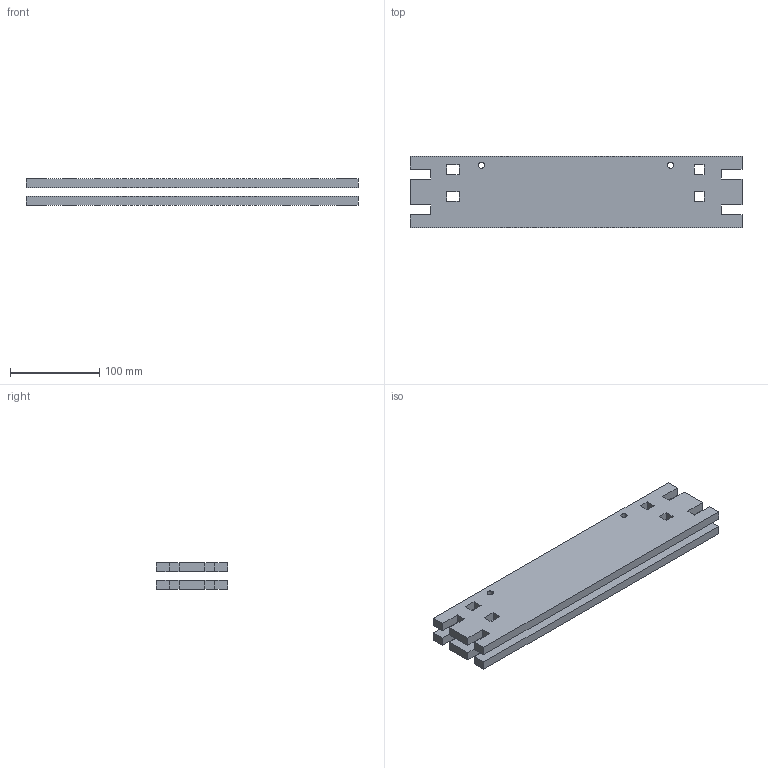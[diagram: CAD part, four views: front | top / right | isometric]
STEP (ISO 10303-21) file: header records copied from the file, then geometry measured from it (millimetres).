
FILE_DESCRIPTION(('STEP AP214'),'1');
FILE_NAME('cctmp_096B73E6-0616-43B3-A96E-7550B1FBDFFF_2025_03_31_08_28_37_0607..stp','2025-03-31T06:28:37',('SIEMENS A&D'),('CADClick - www.CADClick.com'),'Spatial InterOp 3D',' ','unknown authorization');
FILE_SCHEMA(('AUTOMOTIVE_DESIGN'));
Length unit declared in the file: millimetre
Products named in the file (3): cc_unnamed; 2025_03_31_08_28_37_0585; 2025_03_31_08_28_37_0544
Assembly tree (2 placements, depth 2):
  cc_unnamed
    2025_03_31_08_28_37_0585
    2025_03_31_08_28_37_0544
Bounding box: 372 x 80 x 30 mm (x, y, z)
Volume: 561980.6 mm3; surface area: 138875.8 mm2
Topology: 2 solids, 2 shells, 84 faces, 240 edges, 160 vertices
Faces by surface type: plane 76, cylinder 8
Entity records: 3500 total; most frequent: CARTESIAN_POINT 487, ORIENTED_EDGE 480, DIRECTION 430, EDGE_CURVE 240, LINE 224, VECTOR 224, VERTEX_POINT 160, EDGE_LOOP 108
